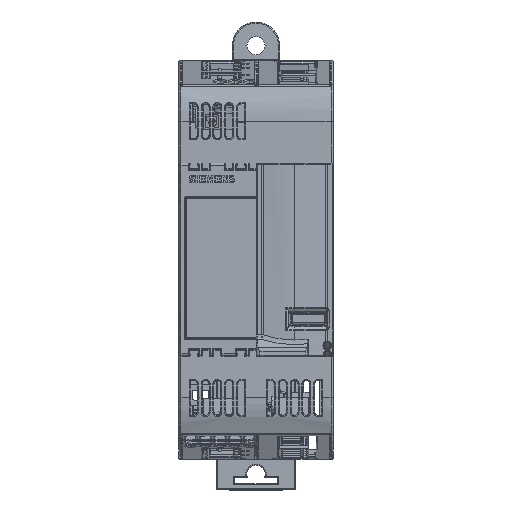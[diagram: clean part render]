
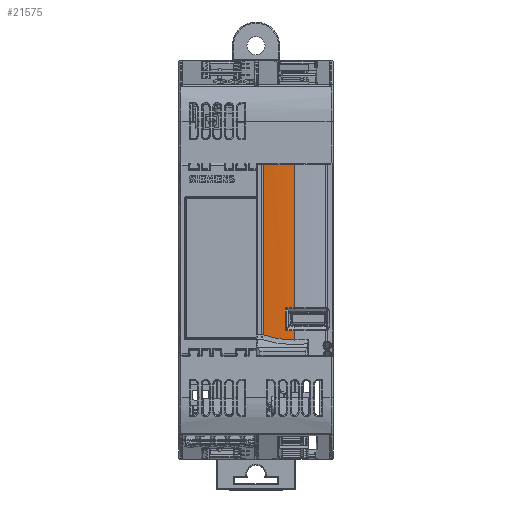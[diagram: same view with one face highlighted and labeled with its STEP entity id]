
A CAD part, top view. The second image highlights one B-rep face of the part: STEP entity #21575.
In plain terms, the highlighted cylindrical face has radius 71.119 mm (diameter 142.239 mm), a partial arc.
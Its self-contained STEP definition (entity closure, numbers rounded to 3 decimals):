
#21575=ADVANCED_FACE('',(#39202),#39203,.T.);
#39202=FACE_OUTER_BOUND('',#59670,.T.);
#39203=CYLINDRICAL_SURFACE('',#59671,71.119);
#59670=EDGE_LOOP('',(#110936,#110937,#110938,#110939,#110940,#110941,#110942,#110943,#110944,#110945));
#59671=AXIS2_PLACEMENT_3D('',#110946,#110947,#110948);
#110936=ORIENTED_EDGE('',*,*,#142513,.T.);
#110937=ORIENTED_EDGE('',*,*,#143527,.T.);
#110938=ORIENTED_EDGE('',*,*,#143525,.T.);
#110939=ORIENTED_EDGE('',*,*,#143521,.T.);
#110940=ORIENTED_EDGE('',*,*,#143519,.T.);
#110941=ORIENTED_EDGE('',*,*,#143515,.T.);
#110942=ORIENTED_EDGE('',*,*,#142509,.T.);
#110943=ORIENTED_EDGE('',*,*,#143555,.T.);
#110944=ORIENTED_EDGE('',*,*,#143509,.T.);
#110945=ORIENTED_EDGE('',*,*,#143546,.T.);
#110946=CARTESIAN_POINT('',(27.0,16.195,-5.578));
#110947=DIRECTION('',(0.0,1.0,0.0));
#110948=DIRECTION('',(0.0,0.0,1.0));
#142509=EDGE_CURVE('',#169973,#169964,#169974,.T.);
#142513=EDGE_CURVE('',#169979,#169980,#169981,.T.);
#143509=EDGE_CURVE('',#171377,#171313,#171378,.T.);
#143515=EDGE_CURVE('',#171384,#169973,#171385,.T.);
#143519=EDGE_CURVE('',#171388,#171384,#171390,.T.);
#143521=EDGE_CURVE('',#171392,#171388,#171393,.T.);
#143525=EDGE_CURVE('',#171396,#171392,#171398,.T.);
#143527=EDGE_CURVE('',#169980,#171396,#171400,.T.);
#143546=EDGE_CURVE('',#171313,#169979,#171419,.T.);
#143555=EDGE_CURVE('',#169964,#171377,#171429,.T.);
#169964=VERTEX_POINT('',#210693);
#169973=VERTEX_POINT('',#210702);
#169974=LINE('',#210703,#210704);
#169979=VERTEX_POINT('',#210710);
#169980=VERTEX_POINT('',#210711);
#169981=LINE('',#210712,#210713);
#171313=VERTEX_POINT('',#213268);
#171377=VERTEX_POINT('',#213344);
#171378=LINE('',#213345,#213346);
#171384=VERTEX_POINT('',#213353);
#171385=CIRCLE('',#213354,71.119);
#171388=VERTEX_POINT('',#213357);
#171390=B_SPLINE_CURVE_WITH_KNOTS('',3,(#213359,#213360,#213361,#213362,#213363,#213364,#213365,#213366,#213367,#213368),.UNSPECIFIED.,.F.,.F.,(4,2,2,2,4),(0.0,0.,0.,0.,0.001),.UNSPECIFIED.);
#171392=VERTEX_POINT('',#213370);
#171393=LINE('',#213371,#213372);
#171396=VERTEX_POINT('',#213375);
#171398=B_SPLINE_CURVE_WITH_KNOTS('',3,(#213377,#213378,#213379,#213380,#213381,#213382,#213383,#213384,#213385,#213386),.UNSPECIFIED.,.F.,.F.,(4,2,2,2,4),(0.0,0.,0.,0.,0.001),.UNSPECIFIED.);
#171400=CIRCLE('',#213388,71.119);
#171419=B_SPLINE_CURVE_WITH_KNOTS('',3,(#213435,#213436,#213437,#213438),.UNSPECIFIED.,.F.,.F.,(4,4),(3.039,3.142),.UNSPECIFIED.);
#171429=CIRCLE('',#213448,71.119);
#210693=CARTESIAN_POINT('',(27.0,75.85,65.541));
#210702=CARTESIAN_POINT('',(27.0,42.447,65.541));
#210703=CARTESIAN_POINT('',(27.0,53.6,65.541));
#210704=VECTOR('',#248755,1.0);
#210710=CARTESIAN_POINT('',(27.0,34.869,65.541));
#210711=CARTESIAN_POINT('',(27.0,37.153,65.541));
#210712=CARTESIAN_POINT('',(27.0,53.6,65.541));
#210713=VECTOR('',#248760,1.0);
#213268=CARTESIAN_POINT('',(19.726,36.081,65.168));
#213344=CARTESIAN_POINT('',(19.726,75.85,65.168));
#213345=CARTESIAN_POINT('',(19.726,16.195,65.168));
#213346=VECTOR('',#250116,1000.0);
#213353=CARTESIAN_POINT('',(25.138,42.447,65.517));
#213354=AXIS2_PLACEMENT_3D('',#250124,#250125,#250126);
#213357=CARTESIAN_POINT('',(24.812,42.114,65.508));
#213359=CARTESIAN_POINT('',(24.812,42.114,65.508));
#213360=CARTESIAN_POINT('',(24.812,42.159,65.508));
#213361=CARTESIAN_POINT('',(24.817,42.203,65.508));
#213362=CARTESIAN_POINT('',(24.843,42.288,65.509));
#213363=CARTESIAN_POINT('',(24.865,42.328,65.509));
#213364=CARTESIAN_POINT('',(24.926,42.391,65.511));
#213365=CARTESIAN_POINT('',(24.965,42.414,65.512));
#213366=CARTESIAN_POINT('',(25.049,42.442,65.515));
#213367=CARTESIAN_POINT('',(25.093,42.447,65.516));
#213368=CARTESIAN_POINT('',(25.138,42.447,65.517));
#213370=CARTESIAN_POINT('',(24.812,37.486,65.508));
#213371=CARTESIAN_POINT('',(24.812,16.195,65.508));
#213372=VECTOR('',#250133,1000.0);
#213375=CARTESIAN_POINT('',(25.138,37.153,65.517));
#213377=CARTESIAN_POINT('',(25.138,37.153,65.517));
#213378=CARTESIAN_POINT('',(25.093,37.153,65.516));
#213379=CARTESIAN_POINT('',(25.049,37.158,65.515));
#213380=CARTESIAN_POINT('',(24.965,37.186,65.512));
#213381=CARTESIAN_POINT('',(24.926,37.209,65.511));
#213382=CARTESIAN_POINT('',(24.865,37.272,65.509));
#213383=CARTESIAN_POINT('',(24.843,37.312,65.509));
#213384=CARTESIAN_POINT('',(24.817,37.397,65.508));
#213385=CARTESIAN_POINT('',(24.812,37.441,65.508));
#213386=CARTESIAN_POINT('',(24.812,37.486,65.508));
#213388=AXIS2_PLACEMENT_3D('',#250140,#250141,#250142);
#213435=CARTESIAN_POINT('',(19.726,36.081,65.168));
#213436=CARTESIAN_POINT('',(22.141,35.274,65.417));
#213437=CARTESIAN_POINT('',(24.572,34.869,65.541));
#213438=CARTESIAN_POINT('',(27.0,34.869,65.541));
#213448=AXIS2_PLACEMENT_3D('',#250165,#250166,#250167);
#248755=DIRECTION('',(0.0,1.0,0.0));
#248760=DIRECTION('',(0.0,1.0,0.0));
#250116=DIRECTION('',(-0.0,-1.0,-0.0));
#250124=CARTESIAN_POINT('',(27.0,42.447,-5.578));
#250125=DIRECTION('',(0.0,1.0,0.0));
#250126=DIRECTION('',(0.,0.0,-1.0));
#250133=DIRECTION('',(0.0,1.0,0.0));
#250140=CARTESIAN_POINT('',(27.0,37.153,-5.578));
#250141=DIRECTION('',(0.0,-1.0,0.0));
#250142=DIRECTION('',(0.0,0.0,1.0));
#250165=CARTESIAN_POINT('',(27.0,75.85,-5.578));
#250166=DIRECTION('',(0.0,-1.0,0.));
#250167=DIRECTION('',(0.0,0.,1.0));
